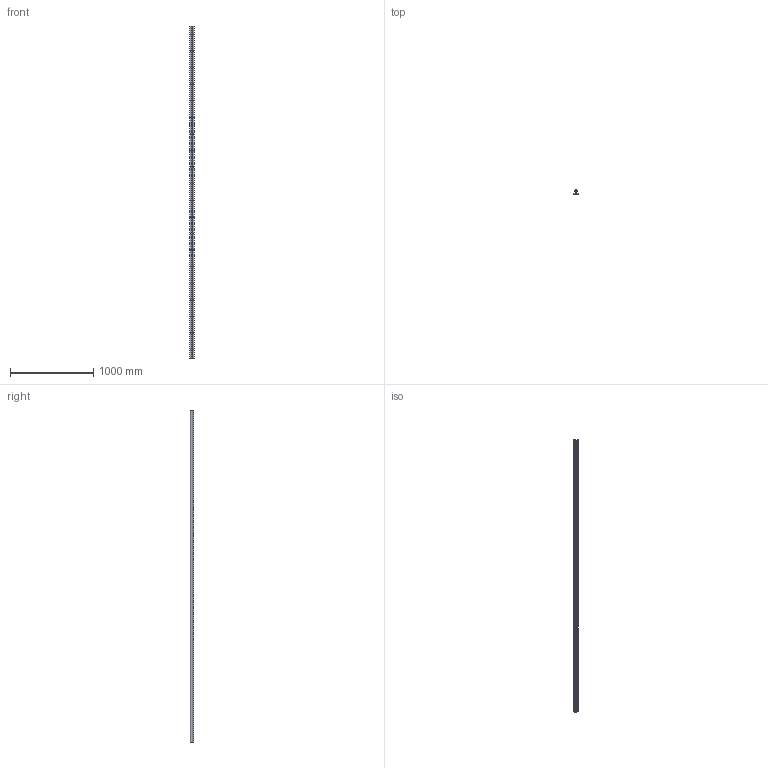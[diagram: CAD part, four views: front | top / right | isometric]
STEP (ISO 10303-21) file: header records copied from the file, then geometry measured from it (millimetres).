
FILE_DESCRIPTION (( 'STEP AP214' ), '1' );
FILE_NAME ('SA25 cu dimensiuni masurate fizic.STEP', '2016-01-06T08:28:09', ( '' ), ( '' ), 'SwSTEP 2.0', 'SolidWorks 2010', '' );
FILE_SCHEMA (( 'AUTOMOTIVE_DESIGN' ));
Length unit declared in the file: millimetre
Products named in the file (1): SA25 cu dimensiuni masurate fizic
Bounding box: 54 x 45.5 x 4000 mm (x, y, z)
Volume: 3658171 mm3; surface area: 930513.6 mm2
Topology: 2 solids, 2 shells, 120 faces, 408 edges, 272 vertices
Faces by surface type: cylinder 83, cone 20, plane 17
Full cylindrical faces by diameter (mm): 5 x20, 6.5 x60, 25 x1
Entity records: 5016 total; most frequent: CARTESIAN_POINT 1840, DIRECTION 555, ORIENTED_EDGE 494, EDGE_LOOP 321, EDGE_CURVE 247, AXIS2_PLACEMENT_3D 247, VERTEX_POINT 212, FACE_OUTER_BOUND 201
